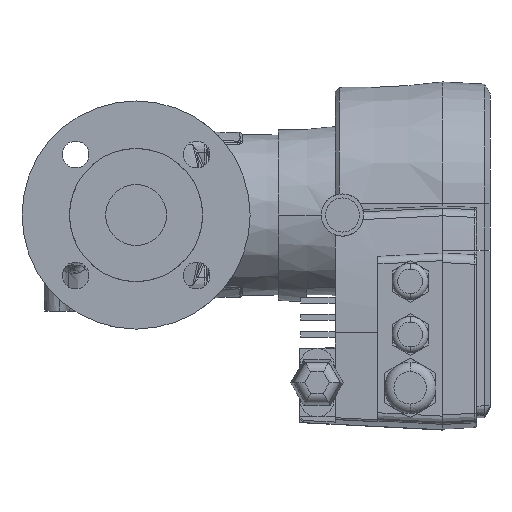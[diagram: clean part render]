
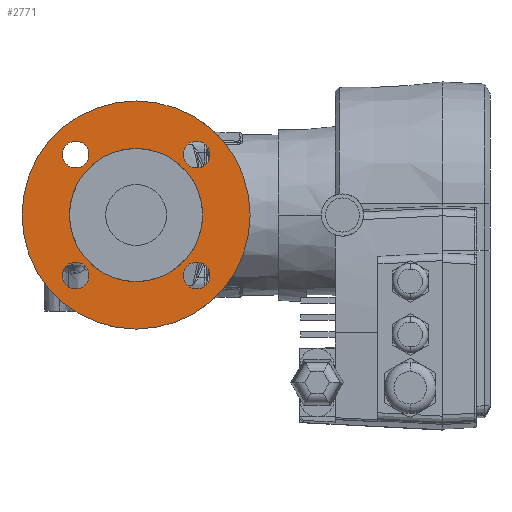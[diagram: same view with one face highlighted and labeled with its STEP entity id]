
A CAD part, front view. The second image highlights one B-rep face of the part: STEP entity #2771.
In plain terms, the highlighted planar face has unit normal (0, -1, 0).
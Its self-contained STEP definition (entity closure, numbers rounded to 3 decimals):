
#1166 = VERTEX_POINT ( 'NONE', #20564 ) ;
#1167 = VERTEX_POINT ( 'NONE', #20566 ) ;
#1170 = VERTEX_POINT ( 'NONE', #20572 ) ;
#1171 = VERTEX_POINT ( 'NONE', #20574 ) ;
#1174 = VERTEX_POINT ( 'NONE', #20580 ) ;
#1175 = VERTEX_POINT ( 'NONE', #20582 ) ;
#1178 = VERTEX_POINT ( 'NONE', #20588 ) ;
#1179 = VERTEX_POINT ( 'NONE', #20589 ) ;
#1181 = VERTEX_POINT ( 'NONE', #20591 ) ;
#1184 = VERTEX_POINT ( 'NONE', #20596 ) ;
#1195 = VERTEX_POINT ( 'NONE', #20616 ) ;
#1196 = VERTEX_POINT ( 'NONE', #20618 ) ;
#2377 = EDGE_CURVE ( 'NONE', #1166, #1167, #26678, .T. ) ;
#2386 = EDGE_CURVE ( 'NONE', #1170, #1171, #27274, .T. ) ;
#2395 = EDGE_CURVE ( 'NONE', #1174, #1175, #26698, .T. ) ;
#2771 = ADVANCED_FACE ( 'NONE', ( #53853, #53821, #53856, #53858, #53852, #53854 ), #53855, .F. ) ;
#2885 = EDGE_CURVE ( 'NONE', #1178, #1179, #86380, .T. ) ;
#2891 = EDGE_CURVE ( 'NONE', #1181, #1184, #86387, .T. ) ;
#2901 = EDGE_CURVE ( 'NONE', #1195, #1196, #86402, .T. ) ;
#3027 = EDGE_CURVE ( 'NONE', #1171, #1170, #86593, .T. ) ;
#3029 = EDGE_CURVE ( 'NONE', #1179, #1178, #86601, .T. ) ;
#3031 = EDGE_CURVE ( 'NONE', #1184, #1181, #86610, .T. ) ;
#3032 = EDGE_CURVE ( 'NONE', #1196, #1195, #86611, .T. ) ;
#3034 = EDGE_CURVE ( 'NONE', #1175, #1174, #86619, .T. ) ;
#3035 = EDGE_CURVE ( 'NONE', #1167, #1166, #86620, .T. ) ;
#4360 = ORIENTED_EDGE ( 'NONE', *, *, #2386, .T. ) ;
#4361 = ORIENTED_EDGE ( 'NONE', *, *, #3027, .T. ) ;
#4362 = ORIENTED_EDGE ( 'NONE', *, *, #2885, .T. ) ;
#4363 = ORIENTED_EDGE ( 'NONE', *, *, #3029, .T. ) ;
#4364 = ORIENTED_EDGE ( 'NONE', *, *, #3031, .T. ) ;
#4365 = ORIENTED_EDGE ( 'NONE', *, *, #2891, .T. ) ;
#4366 = ORIENTED_EDGE ( 'NONE', *, *, #3032, .F. ) ;
#4367 = ORIENTED_EDGE ( 'NONE', *, *, #2901, .F. ) ;
#4368 = ORIENTED_EDGE ( 'NONE', *, *, #2395, .T. ) ;
#4369 = ORIENTED_EDGE ( 'NONE', *, *, #3034, .T. ) ;
#4370 = ORIENTED_EDGE ( 'NONE', *, *, #2377, .T. ) ;
#4371 = ORIENTED_EDGE ( 'NONE', *, *, #3035, .T. ) ;
#4987 = EDGE_LOOP ( 'NONE', ( #4366, #4367 ) ) ;
#4991 = EDGE_LOOP ( 'NONE', ( #4364, #4365 ) ) ;
#4993 = EDGE_LOOP ( 'NONE', ( #4362, #4363 ) ) ;
#4994 = EDGE_LOOP ( 'NONE', ( #4360, #4361 ) ) ;
#4995 = EDGE_LOOP ( 'NONE', ( #4370, #4371 ) ) ;
#4996 = EDGE_LOOP ( 'NONE', ( #4368, #4369 ) ) ;
#20564 = CARTESIAN_POINT ( 'NONE',  ( -48.92, -107., -31.82 ) ) ;
#20566 = CARTESIAN_POINT ( 'NONE',  ( -62.92, -107., -31.82 ) ) ;
#20572 = CARTESIAN_POINT ( 'NONE',  ( -48.92, -107., 31.82 ) ) ;
#20574 = CARTESIAN_POINT ( 'NONE',  ( -62.92, -107., 31.82 ) ) ;
#20580 = CARTESIAN_POINT ( 'NONE',  ( 14.72, -107., 31.82 ) ) ;
#20582 = CARTESIAN_POINT ( 'NONE',  ( 0.72, -107., 31.82 ) ) ;
#20588 = CARTESIAN_POINT ( 'NONE',  ( 14.72, -107., -31.82 ) ) ;
#20589 = CARTESIAN_POINT ( 'NONE',  ( 0.72, -107., -31.82 ) ) ;
#20591 = CARTESIAN_POINT ( 'NONE',  ( -84.1, -107., 0. ) ) ;
#20596 = CARTESIAN_POINT ( 'NONE',  ( 35.9, -107., 0. ) ) ;
#20616 = CARTESIAN_POINT ( 'NONE',  ( -59.152, -107., 0. ) ) ;
#20618 = CARTESIAN_POINT ( 'NONE',  ( 10.952, -107., 0. ) ) ;
#26678 = CIRCLE ( 'NONE', #27290, 7. ) ;
#26682 = AXIS2_PLACEMENT_3D ( 'NONE', #26811, #26814, #26817 ) ;
#26698 = CIRCLE ( 'NONE', #26713, 7. ) ;
#26713 = AXIS2_PLACEMENT_3D ( 'NONE', #26853, #26855, #26858 ) ;
#26769 = CARTESIAN_POINT ( 'NONE',  ( -55.92, -107., -31.82 ) ) ;
#26772 = DIRECTION ( 'NONE',  ( 0., 1., 0. ) ) ;
#26774 = DIRECTION ( 'NONE',  ( 0., 0., 1. ) ) ;
#26811 = CARTESIAN_POINT ( 'NONE',  ( -55.92, -107., 31.82 ) ) ;
#26814 = DIRECTION ( 'NONE',  ( 0., 1., 0. ) ) ;
#26817 = DIRECTION ( 'NONE',  ( 1., 0., 0. ) ) ;
#26853 = CARTESIAN_POINT ( 'NONE',  ( 7.72, -107., 31.82 ) ) ;
#26855 = DIRECTION ( 'NONE',  ( 0., 1., 0. ) ) ;
#26858 = DIRECTION ( 'NONE',  ( 0., 0., -1. ) ) ;
#27274 = CIRCLE ( 'NONE', #26682, 7. ) ;
#27290 = AXIS2_PLACEMENT_3D ( 'NONE', #26769, #26772, #26774 ) ;
#52880 = AXIS2_PLACEMENT_3D ( 'NONE', #53868, #53869, #53870 ) ;
#53821 = FACE_BOUND ( 'NONE', #4993, .T. ) ;
#53852 = FACE_BOUND ( 'NONE', #4996, .T. ) ;
#53853 = FACE_BOUND ( 'NONE', #4994, .T. ) ;
#53854 = FACE_BOUND ( 'NONE', #4995, .T. ) ;
#53855 = PLANE ( 'NONE',  #52880 ) ;
#53856 = FACE_OUTER_BOUND ( 'NONE', #4991, .T. ) ;
#53858 = FACE_BOUND ( 'NONE', #4987, .T. ) ;
#53868 = CARTESIAN_POINT ( 'NONE',  ( -59.152, -107., 0. ) ) ;
#53869 = DIRECTION ( 'NONE',  ( 0., 1., 0. ) ) ;
#53870 = DIRECTION ( 'NONE',  ( 1., 0., 0. ) ) ;
#86380 = CIRCLE ( 'NONE', #86382, 7. ) ;
#86382 = AXIS2_PLACEMENT_3D ( 'NONE', #87993, #87994, #87995 ) ;
#86387 = CIRCLE ( 'NONE', #86391, 60. ) ;
#86391 = AXIS2_PLACEMENT_3D ( 'NONE', #88012, #88013, #88014 ) ;
#86402 = CIRCLE ( 'NONE', #86406, 35.052 ) ;
#86406 = AXIS2_PLACEMENT_3D ( 'NONE', #88041, #88042, #88043 ) ;
#86593 = CIRCLE ( 'NONE', #86595, 7. ) ;
#86595 = AXIS2_PLACEMENT_3D ( 'NONE', #94014, #94016, #94018 ) ;
#86601 = CIRCLE ( 'NONE', #86604, 7. ) ;
#86604 = AXIS2_PLACEMENT_3D ( 'NONE', #94056, #94058, #94060 ) ;
#86609 = AXIS2_PLACEMENT_3D ( 'NONE', #94178, #94180, #94182 ) ;
#86610 = CIRCLE ( 'NONE', #86609, 60. ) ;
#86611 = CIRCLE ( 'NONE', #86613, 35.052 ) ;
#86613 = AXIS2_PLACEMENT_3D ( 'NONE', #94187, #94189, #94191 ) ;
#86618 = AXIS2_PLACEMENT_3D ( 'NONE', #94239, #94241, #94243 ) ;
#86619 = CIRCLE ( 'NONE', #86618, 7. ) ;
#86620 = CIRCLE ( 'NONE', #86622, 7. ) ;
#86622 = AXIS2_PLACEMENT_3D ( 'NONE', #94249, #94251, #94253 ) ;
#87993 = CARTESIAN_POINT ( 'NONE',  ( 7.72, -107., -31.82 ) ) ;
#87994 = DIRECTION ( 'NONE',  ( 0., 1., 0. ) ) ;
#87995 = DIRECTION ( 'NONE',  ( -1., 0., 0. ) ) ;
#88012 = CARTESIAN_POINT ( 'NONE',  ( -24.1, -107., 0. ) ) ;
#88013 = DIRECTION ( 'NONE',  ( 0., -1., 0. ) ) ;
#88014 = DIRECTION ( 'NONE',  ( 1., 0., 0. ) ) ;
#88041 = CARTESIAN_POINT ( 'NONE',  ( -24.1, -107., 0. ) ) ;
#88042 = DIRECTION ( 'NONE',  ( 0., -1., 0. ) ) ;
#88043 = DIRECTION ( 'NONE',  ( 1., 0., 0. ) ) ;
#94014 = CARTESIAN_POINT ( 'NONE',  ( -55.92, -107., 31.82 ) ) ;
#94016 = DIRECTION ( 'NONE',  ( 0., 1., 0. ) ) ;
#94018 = DIRECTION ( 'NONE',  ( 1., 0., 0. ) ) ;
#94056 = CARTESIAN_POINT ( 'NONE',  ( 7.72, -107., -31.82 ) ) ;
#94058 = DIRECTION ( 'NONE',  ( 0., 1., 0. ) ) ;
#94060 = DIRECTION ( 'NONE',  ( -1., 0., 0. ) ) ;
#94178 = CARTESIAN_POINT ( 'NONE',  ( -24.1, -107., 0. ) ) ;
#94180 = DIRECTION ( 'NONE',  ( 0., -1., 0. ) ) ;
#94182 = DIRECTION ( 'NONE',  ( 1., 0., 0. ) ) ;
#94187 = CARTESIAN_POINT ( 'NONE',  ( -24.1, -107., 0. ) ) ;
#94189 = DIRECTION ( 'NONE',  ( 0., -1., 0. ) ) ;
#94191 = DIRECTION ( 'NONE',  ( 1., 0., 0. ) ) ;
#94239 = CARTESIAN_POINT ( 'NONE',  ( 7.72, -107., 31.82 ) ) ;
#94241 = DIRECTION ( 'NONE',  ( 0., 1., 0. ) ) ;
#94243 = DIRECTION ( 'NONE',  ( 0., 0., -1. ) ) ;
#94249 = CARTESIAN_POINT ( 'NONE',  ( -55.92, -107., -31.82 ) ) ;
#94251 = DIRECTION ( 'NONE',  ( 0., 1., 0. ) ) ;
#94253 = DIRECTION ( 'NONE',  ( 0., 0., 1. ) ) ;
